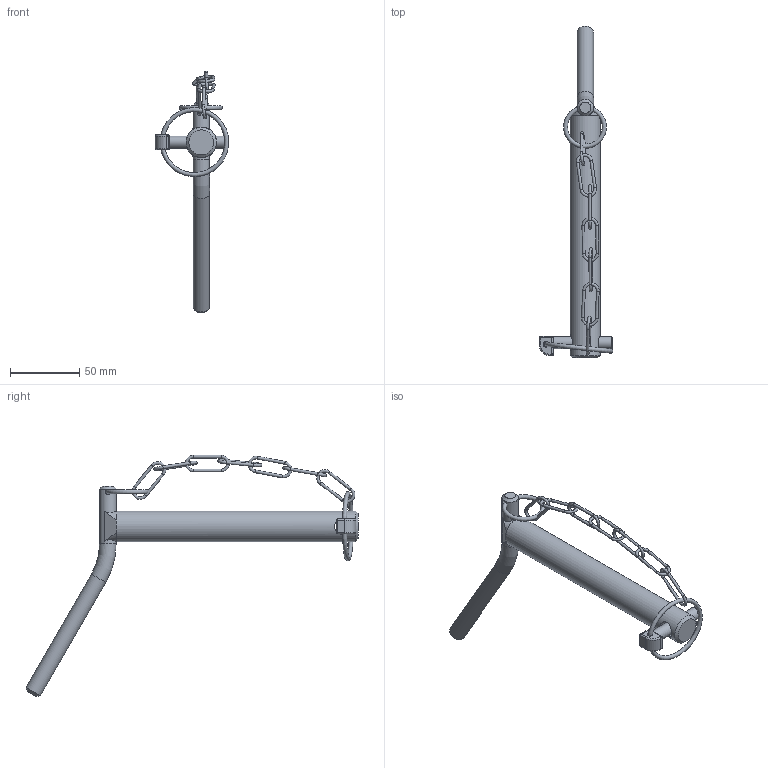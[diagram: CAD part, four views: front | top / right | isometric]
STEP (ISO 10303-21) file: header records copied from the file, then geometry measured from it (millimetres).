
FILE_DESCRIPTION(/* description */ (''),/* implementation_level */ '2;1');
FILE_NAME(/* name */ 'A09083 + kde.stp',/* time_stamp */ '2023-06-22T12:41:22+02:00',/* author */ ('PatrickLyscarzSletti'),/* organization */ (''),/* preprocessor_version */ 'ST-DEVELOPER v19.2',/* originating_system */ 'Autodesk Inventor 2023',/* authorisation */ '');
FILE_SCHEMA (('AUTOMOTIVE_DESIGN { 1 0 10303 214 3 1 1 }'));
Length unit declared in the file: millimetre
Products named in the file (10): A09083 + kæde; A09083; A09083_1; A09080 del 2; A12424; Kæde del 4; Split; Kæde del 2; Kæde del 3; Kæde
Assembly tree (15 placements, depth 3):
  A09083 + kæde
    A09083
      A09083_1
      A09080 del 2
      A12424
    Kæde del 4
    Split
      Kæde del 2
      Kæde del 3
    Kæde  x7
Bounding box: 53.14 x 240.2 x 174.65 mm (x, y, z)
Volume: 90386.7 mm3; surface area: 28374.3 mm2
Topology: 14 solids, 14 shells, 88 faces, 220 edges, 139 vertices
Faces by surface type: cylinder 32, plane 19, torus 19, bspline 12, cone 6
Full cylindrical faces by diameter (mm): 2 x14, 3 x1, 4 x1, 9 x1, 12 x3, 22 x1
Entity records: 14092 total; most frequent: CARTESIAN_POINT 12307, DIRECTION 314, ORIENTED_EDGE 296, EDGE_CURVE 148, AXIS2_PLACEMENT_3D 129, VERTEX_POINT 91, EDGE_LOOP 67, FACE_OUTER_BOUND 64
